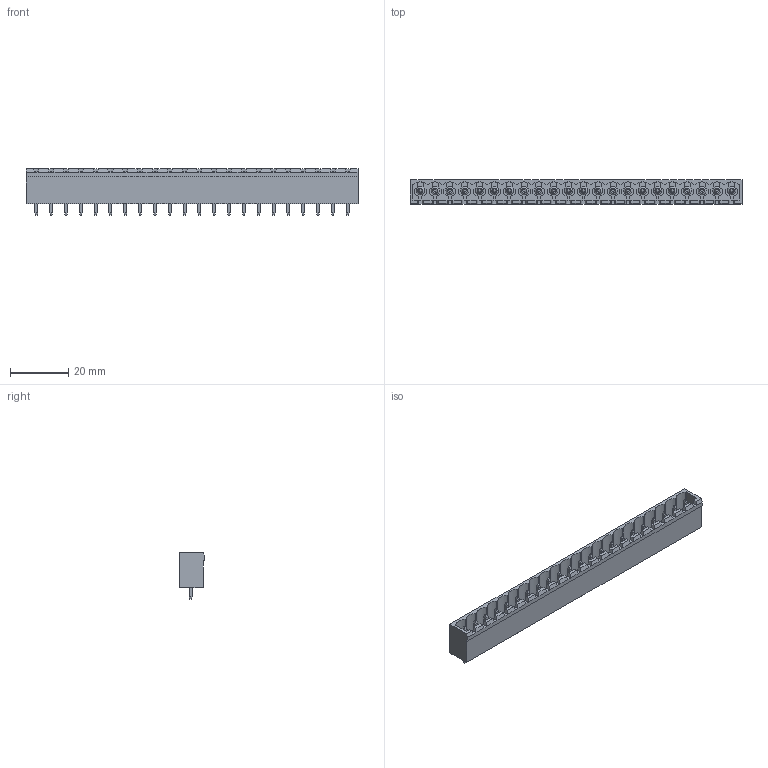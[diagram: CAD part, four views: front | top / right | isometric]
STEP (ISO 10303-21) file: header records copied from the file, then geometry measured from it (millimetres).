
FILE_DESCRIPTION( ( 'Unknown' ), '1' );
FILE_NAME( '691311500122.stp', 'Unknown', ( 'Unknown' ), ( 'Unknown' ), 'PSStep 15.0.49', 'Unknown', ' ' );
FILE_SCHEMA( ( 'AUTOMOTIVE_DESIGN { 1 0 10303 214 1 1 1 1 }' ) );
Length unit declared in the file: millimetre
Products named in the file (3): Assem1; 6913115001xx_PIN; 691311500122
Assembly tree (23 placements, depth 2):
  Assem1
    6913115001xx_PIN  x22
    691311500122
Bounding box: 113.76 x 8.5 x 16 mm (x, y, z)
Volume: 4589.7 mm3; surface area: 10288 mm2
Topology: 23 solids, 23 shells, 1049 faces, 2789 edges, 1786 vertices
Faces by surface type: plane 983, cylinder 44, torus 22
Full cylindrical faces by diameter (mm): 2.75 x22
Entity records: 30445 total; most frequent: CARTESIAN_POINT 4342, ORIENTED_EDGE 4270, DIRECTION 3847, EDGE_CURVE 2135, LINE 1981, VECTOR 1981, VERTEX_POINT 1428, AXIS2_PLACEMENT_3D 933
